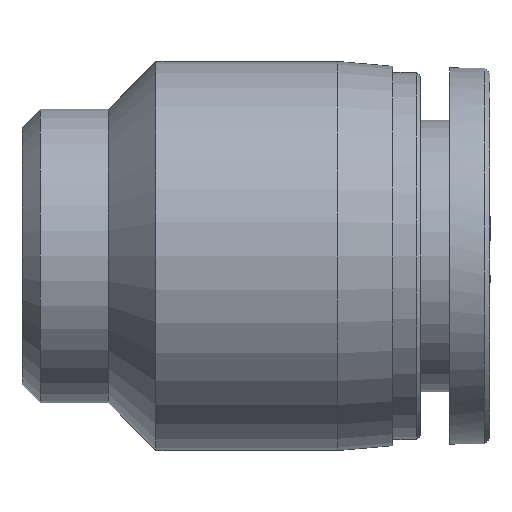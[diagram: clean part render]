
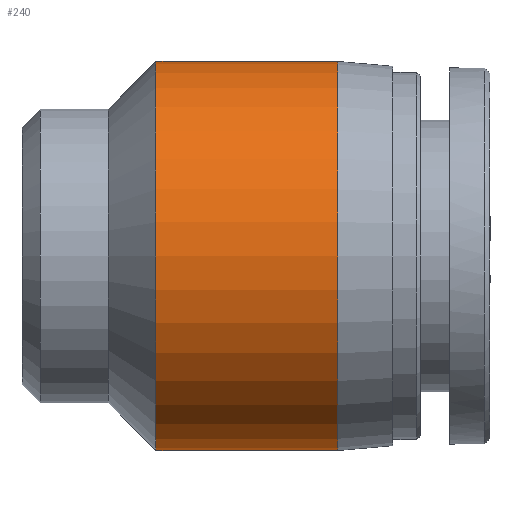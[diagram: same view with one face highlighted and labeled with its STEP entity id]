
A CAD part, front view. The second image highlights one B-rep face of the part: STEP entity #240.
In plain terms, the highlighted cylindrical face has radius 10.6 mm (diameter 21.2 mm), a full revolution.
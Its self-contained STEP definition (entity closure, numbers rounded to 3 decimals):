
#206=CARTESIAN_POINT('',(7.3,10.6,0.0));
#207=VERTEX_POINT('',#206);
#208=CARTESIAN_POINT('',(7.3,0.,0.0));
#209=DIRECTION('',(1.0,0.0,0.0));
#210=DIRECTION('',(0.0,1.0,0.0));
#211=AXIS2_PLACEMENT_3D('',#208,#209,#210);
#212=CIRCLE('',#211,10.6);
#213=EDGE_CURVE('',#207,#207,#212,.T.);
#221=CARTESIAN_POINT('',(12.25,0.,0.0));
#222=DIRECTION('',(1.0,0.,0.0));
#223=DIRECTION('',(0.0,1.0,0.0));
#224=AXIS2_PLACEMENT_3D('',#221,#222,#223);
#225=CYLINDRICAL_SURFACE('',#224,10.6);
#226=CARTESIAN_POINT('',(17.2,10.6,0.0));
#227=VERTEX_POINT('',#226);
#228=CARTESIAN_POINT('',(17.2,0.,0.0));
#229=DIRECTION('',(1.0,0.0,0.0));
#230=DIRECTION('',(0.0,1.0,0.0));
#231=AXIS2_PLACEMENT_3D('',#228,#229,#230);
#232=CIRCLE('',#231,10.6);
#233=EDGE_CURVE('',#227,#227,#232,.T.);
#234=ORIENTED_EDGE('',*,*,#233,.F.);
#235=EDGE_LOOP('',(#234));
#236=FACE_OUTER_BOUND('',#235,.T.);
#237=ORIENTED_EDGE('',*,*,#213,.T.);
#238=EDGE_LOOP('',(#237));
#239=FACE_BOUND('',#238,.T.);
#240=ADVANCED_FACE('',(#236,#239),#225,.T.);
